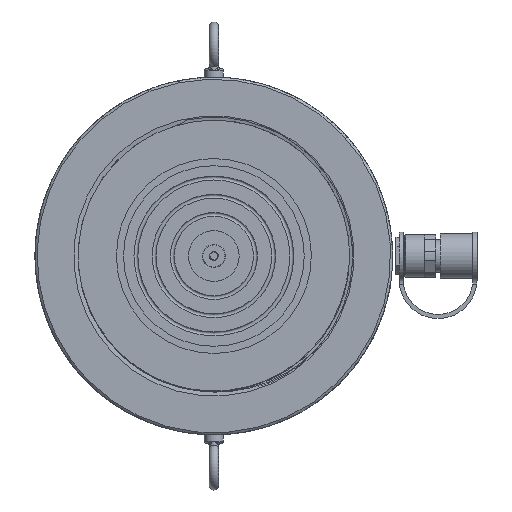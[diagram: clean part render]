
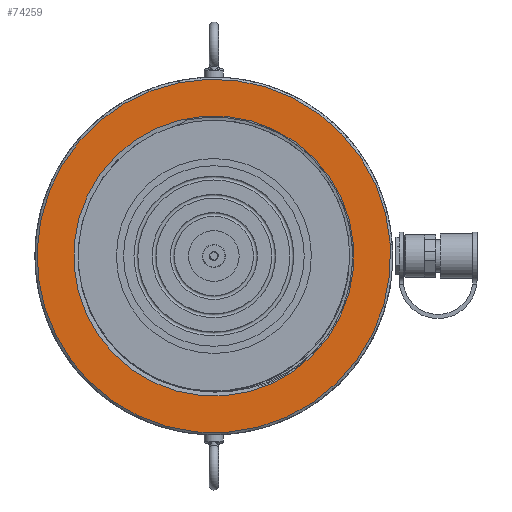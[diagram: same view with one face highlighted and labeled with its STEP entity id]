
A CAD part, left-side view. The second image highlights one B-rep face of the part: STEP entity #74259.
In plain terms, the highlighted planar face has unit normal (-1, 0, 0).
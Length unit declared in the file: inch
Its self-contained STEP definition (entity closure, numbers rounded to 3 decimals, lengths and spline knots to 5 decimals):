
#10730 = VERTEX_POINT ( 'NONE', #184029 ) ;
#14955 = EDGE_LOOP ( 'NONE', ( #168079 ) ) ;
#31001 = CARTESIAN_POINT ( 'NONE',  ( -6.175, -4.91423, -2.33323 ) ) ;
#32156 = PLANE ( 'NONE',  #236215 ) ;
#47074 = FACE_OUTER_BOUND ( 'NONE', #14955, .T. ) ;
#66656 = EDGE_CURVE ( 'NONE', #258833, #258833, #124846, .T. ) ;
#70614 = CARTESIAN_POINT ( 'NONE',  ( -6.175, 0., 0. ) ) ;
#74259 = ADVANCED_FACE ( 'NONE', ( #328495, #47074 ), #32156, .F. ) ;
#88145 = DIRECTION ( 'NONE',  ( -1., 0., 0. ) ) ;
#101248 = DIRECTION ( 'NONE',  ( 0., 0.429, -0.903 ) ) ;
#103262 = AXIS2_PLACEMENT_3D ( 'NONE', #271493, #88145, #139914 ) ;
#124846 = CIRCLE ( 'NONE', #103262, 4.31 ) ;
#139914 = DIRECTION ( 'NONE',  ( 0., 0.429, -0.903 ) ) ;
#148984 = ORIENTED_EDGE ( 'NONE', *, *, #66656, .F. ) ;
#157797 = EDGE_CURVE ( 'NONE', #10730, #10730, #282783, .T. ) ;
#168079 = ORIENTED_EDGE ( 'NONE', *, *, #157797, .T. ) ;
#184029 = CARTESIAN_POINT ( 'NONE',  ( -6.175, 2.33323, -4.91423 ) ) ;
#208867 = CARTESIAN_POINT ( 'NONE',  ( -6.175, 1.84857, -3.89344 ) ) ;
#218068 = DIRECTION ( 'NONE',  ( 1., 0., 0. ) ) ;
#236215 = AXIS2_PLACEMENT_3D ( 'NONE', #31001, #218068, #245066 ) ;
#245066 = DIRECTION ( 'NONE',  ( 0., -0.429, 0.903 ) ) ;
#258833 = VERTEX_POINT ( 'NONE', #208867 ) ;
#271493 = CARTESIAN_POINT ( 'NONE',  ( -6.175, 0., 0. ) ) ;
#282746 = AXIS2_PLACEMENT_3D ( 'NONE', #70614, #311560, #101248 ) ;
#282783 = CIRCLE ( 'NONE', #282746, 5.44 ) ;
#311560 = DIRECTION ( 'NONE',  ( -1., 0., 0. ) ) ;
#328495 = FACE_BOUND ( 'NONE', #339191, .T. ) ;
#339191 = EDGE_LOOP ( 'NONE', ( #148984 ) ) ;
